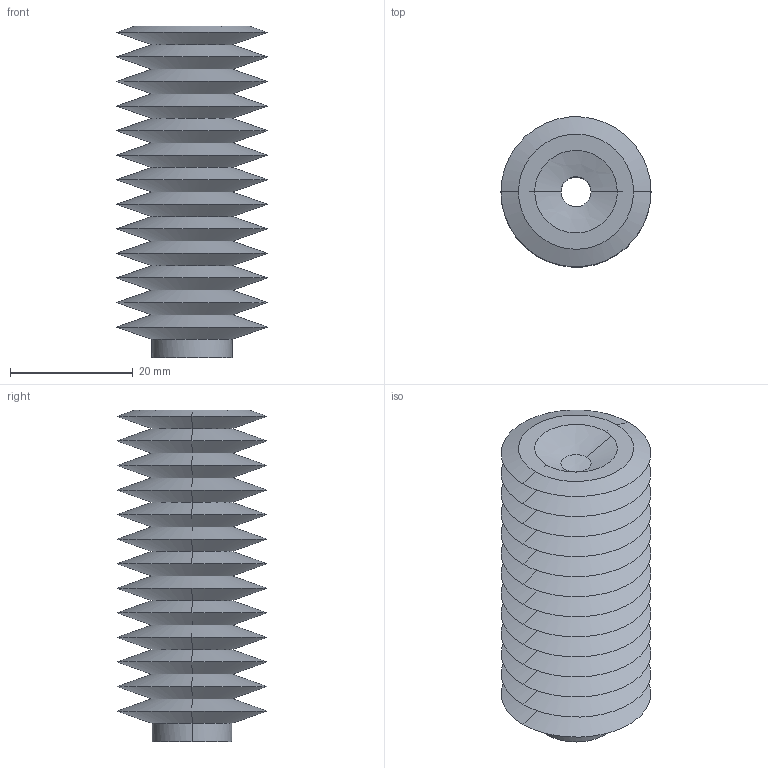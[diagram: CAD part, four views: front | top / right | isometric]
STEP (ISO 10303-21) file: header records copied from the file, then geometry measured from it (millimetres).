
FILE_DESCRIPTION(/* description */ (''),/* implementation_level */ '2;1');
FILE_NAME(/* name */ 'cavity',/* time_stamp */ '2019-11-26T07:52:21-06:00',/* author */ (''),/* organization */ (''),/* preprocessor_version */ 'ST-DEVELOPER v16.5',/* originating_system */ '',/* authorisation */ '');
FILE_SCHEMA (('AUTOMOTIVE_DESIGN'));
Length unit declared in the file: millimetre
Products named in the file (1): Document
Bounding box: 24.44 x 24.39 x 54 mm (x, y, z)
Volume: 6653.9 mm3; surface area: 19043.7 mm2
Topology: 1 solids, 1 shells, 110 faces, 220 edges, 112 vertices
Faces by surface type: bspline 108, plane 2
Entity records: 3163 total; most frequent: CARTESIAN_POINT 1972, ORIENTED_EDGE 440, EDGE_CURVE 220, EDGE_LOOP 112, VERTEX_POINT 112, ADVANCED_FACE 110, FACE_OUTER_BOUND 110, B_SPLINE_CURVE_WITH_KNOTS 54
